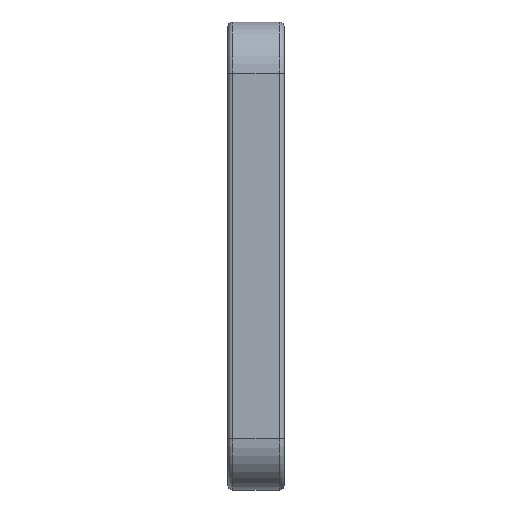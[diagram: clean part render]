
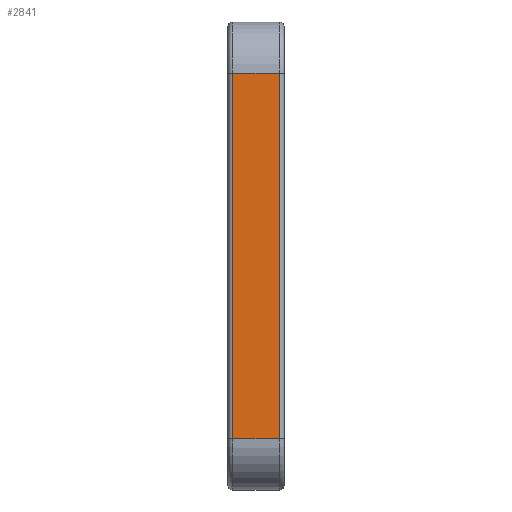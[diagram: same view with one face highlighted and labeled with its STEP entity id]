
A CAD part, left-side view. The second image highlights one B-rep face of the part: STEP entity #2841.
In plain terms, the highlighted planar face has unit normal (-1, 0, 0).
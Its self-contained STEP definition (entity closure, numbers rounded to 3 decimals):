
#122 = DIRECTION ( 'NONE',  ( 0., 0., 1. ) ) ;
#180 = CARTESIAN_POINT ( 'NONE',  ( -164.34, 4., -35.51 ) ) ;
#196 = CARTESIAN_POINT ( 'NONE',  ( -164.34, 7., -35.51 ) ) ;
#250 = ORIENTED_EDGE ( 'NONE', *, *, #3261, .T. ) ;
#438 = DIRECTION ( 'NONE',  ( 0., -1., 0. ) ) ;
#489 = ORIENTED_EDGE ( 'NONE', *, *, #4637, .T. ) ;
#538 = LINE ( 'NONE', #1568, #3998 ) ;
#700 = VECTOR ( 'NONE', #438, 1000. ) ;
#723 = VECTOR ( 'NONE', #3760, 1000. ) ;
#875 = LINE ( 'NONE', #2259, #700 ) ;
#885 = CARTESIAN_POINT ( 'NONE',  ( -164.34, -2., -35.51 ) ) ;
#1048 = DIRECTION ( 'NONE',  ( 0., 0., -1. ) ) ;
#1128 = DIRECTION ( 'NONE',  ( 0., 0., -1. ) ) ;
#1199 = EDGE_CURVE ( 'NONE', #3160, #2148, #538, .T. ) ;
#1568 = CARTESIAN_POINT ( 'NONE',  ( -164.34, -2., 35.51 ) ) ;
#1571 = VECTOR ( 'NONE', #1128, 1000. ) ;
#1652 = VERTEX_POINT ( 'NONE', #3883 ) ;
#1771 = DIRECTION ( 'NONE',  ( 1., 0., 0. ) ) ;
#1785 = EDGE_CURVE ( 'NONE', #1652, #2148, #875, .T. ) ;
#1824 = EDGE_LOOP ( 'NONE', ( #3930, #489, #250, #2401 ) ) ;
#1948 = FACE_OUTER_BOUND ( 'NONE', #1824, .T. ) ;
#2148 = VERTEX_POINT ( 'NONE', #3511 ) ;
#2259 = CARTESIAN_POINT ( 'NONE',  ( -164.34, 4., 35.51 ) ) ;
#2401 = ORIENTED_EDGE ( 'NONE', *, *, #1199, .T. ) ;
#2536 = LINE ( 'NONE', #3637, #1571 ) ;
#2841 = ADVANCED_FACE ( 'NONE', ( #1948 ), #4343, .F. ) ;
#3160 = VERTEX_POINT ( 'NONE', #885 ) ;
#3261 = EDGE_CURVE ( 'NONE', #4038, #3160, #4353, .T. ) ;
#3511 = CARTESIAN_POINT ( 'NONE',  ( -164.34, -2., 35.51 ) ) ;
#3588 = CARTESIAN_POINT ( 'NONE',  ( -164.34, 4., -35.51 ) ) ;
#3637 = CARTESIAN_POINT ( 'NONE',  ( -164.34, 7., -35.51 ) ) ;
#3760 = DIRECTION ( 'NONE',  ( 0., -1., 0. ) ) ;
#3883 = CARTESIAN_POINT ( 'NONE',  ( -164.34, 7., 35.51 ) ) ;
#3930 = ORIENTED_EDGE ( 'NONE', *, *, #1785, .F. ) ;
#3998 = VECTOR ( 'NONE', #122, 1000. ) ;
#4038 = VERTEX_POINT ( 'NONE', #196 ) ;
#4343 = PLANE ( 'NONE',  #4460 ) ;
#4353 = LINE ( 'NONE', #180, #723 ) ;
#4460 = AXIS2_PLACEMENT_3D ( 'NONE', #3588, #1771, #1048 ) ;
#4637 = EDGE_CURVE ( 'NONE', #1652, #4038, #2536, .T. ) ;
